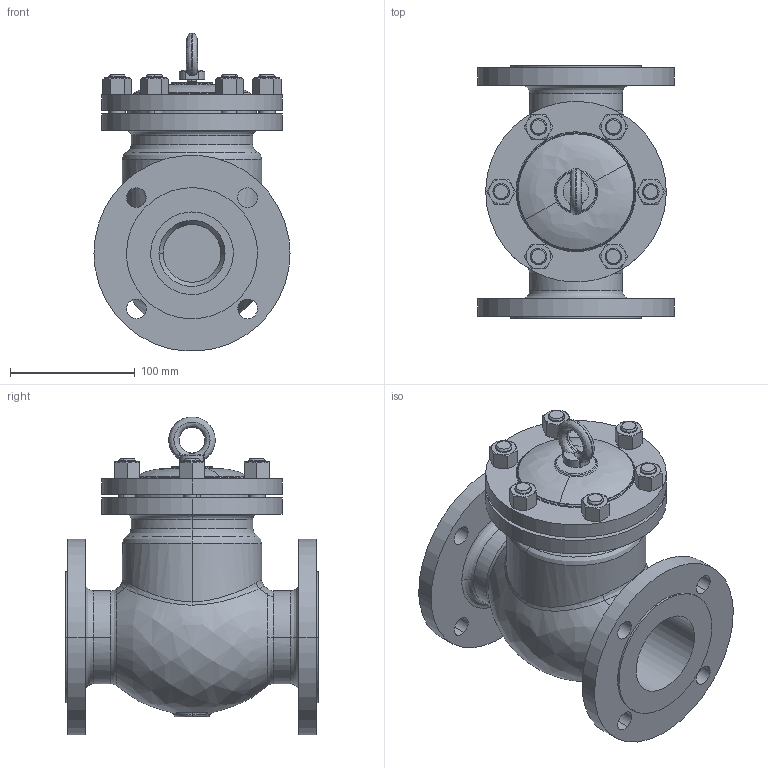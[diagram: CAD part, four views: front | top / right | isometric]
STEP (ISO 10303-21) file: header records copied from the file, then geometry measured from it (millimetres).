
FILE_DESCRIPTION(('FreeCAD Model'),'2;1');
FILE_NAME('Open CASCADE Shape Model','2025-05-07T17:12:03',('FreeCAD'),( 'FreeCAD'),'Open CASCADE STEP processor 7.6','FreeCAD','Unknown');
FILE_SCHEMA(('AUTOMOTIVE_DESIGN { 1 0 10303 214 1 1 1 1 }'));
Products named in the file (1): Open CASCADE STEP translator 7.6 1
Bounding box: 157.26 x 202.78 x 255.14 mm (x, y, z)
Volume: 1345032.9 mm3; surface area: 363237.2 mm2
Topology: 22 solids, 22 shells, 828 faces, 1920 edges, 1114 vertices
Faces by surface type: bspline 828
Entity records: 34930 total; most frequent: CARTESIAN_POINT 24157, ORIENTED_EDGE 3774, EDGE_CURVE 1887, VERTEX_POINT 1114, B_SPLINE_CURVE_WITH_KNOTS 1052, FACE_BOUND 913, EDGE_LOOP 913, ADVANCED_FACE 828
